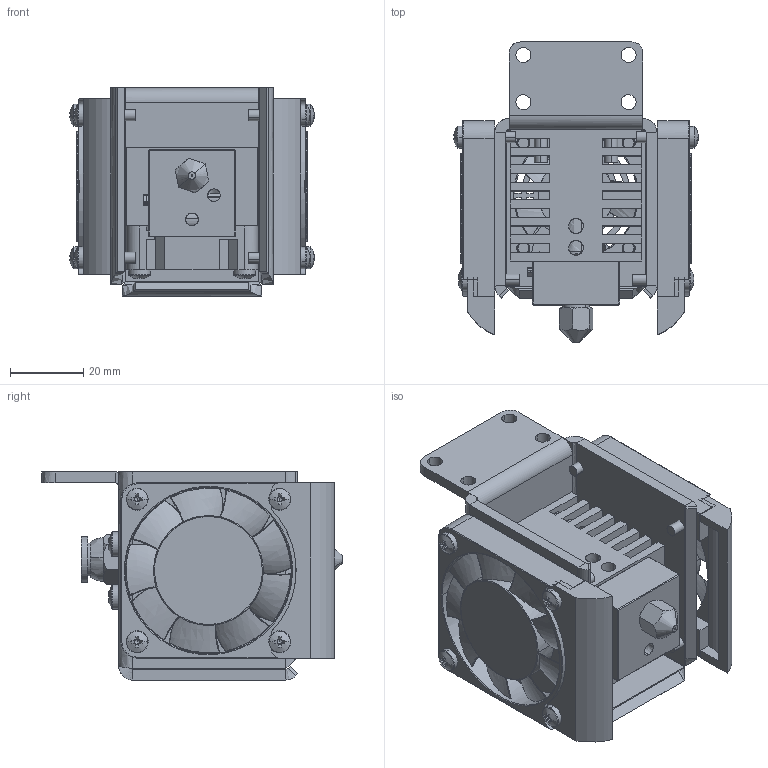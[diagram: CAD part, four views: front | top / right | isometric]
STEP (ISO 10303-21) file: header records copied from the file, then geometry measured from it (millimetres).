
FILE_DESCRIPTION(('FreeCAD Model'),'2;1');
FILE_NAME('Open CASCADE Shape Model','2025-05-03T13:55:23',('FreeCAD'),( 'FreeCAD'),'Open CASCADE STEP processor 7.6','FreeCAD','Unknown');
FILE_SCHEMA(('AUTOMOTIVE_DESIGN { 1 0 10303 214 1 1 1 1 }'));
Products named in the file (1): Open CASCADE STEP translator 7.6 1
Bounding box: 66.55 x 81.71 x 56.66 mm (x, y, z)
Volume: 83759 mm3; surface area: 78614.6 mm2
Topology: 60 solids, 60 shells, 2096 faces, 5233 edges, 3255 vertices
Faces by surface type: bspline 2096
Entity records: 81037 total; most frequent: CARTESIAN_POINT 51133, ORIENTED_EDGE 10386, EDGE_CURVE 5193, VERTEX_POINT 3255, B_SPLINE_CURVE_WITH_KNOTS 3105, FACE_BOUND 2318, EDGE_LOOP 2318, ADVANCED_FACE 2096
